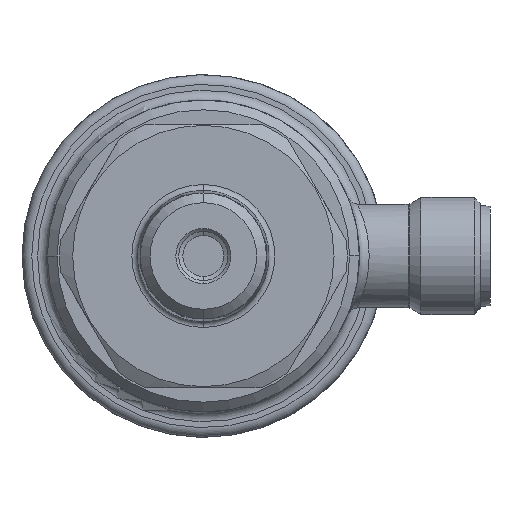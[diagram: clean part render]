
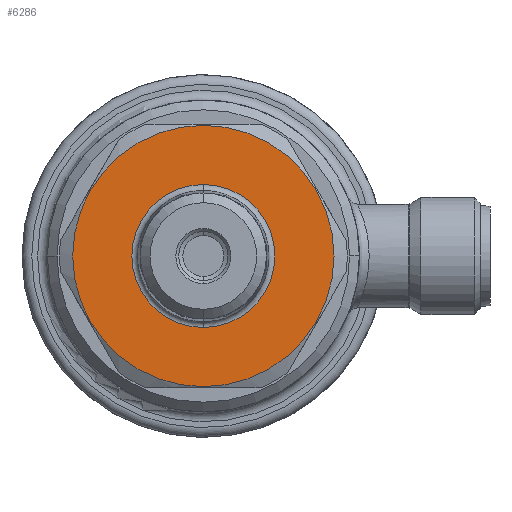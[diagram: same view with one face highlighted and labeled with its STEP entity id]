
A CAD part, front view. The second image highlights one B-rep face of the part: STEP entity #6286.
In plain terms, the highlighted planar face has unit normal (0, -1, 0).
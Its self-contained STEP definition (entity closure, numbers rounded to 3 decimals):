
#385 = DIRECTION ( 'NONE',  ( 0., 0., -1. ) ) ;
#401 = DIRECTION ( 'NONE',  ( 0., 0., -1. ) ) ;
#407 = DIRECTION ( 'NONE',  ( 0., 1., 0. ) ) ;
#411 = EDGE_CURVE ( 'NONE', #2528, #7777, #6142, .T. ) ;
#439 = CARTESIAN_POINT ( 'NONE',  ( 0., 0., 0. ) ) ;
#916 = EDGE_LOOP ( 'NONE', ( #7388, #5539 ) ) ;
#958 = CARTESIAN_POINT ( 'NONE',  ( 0., 0., 7.332 ) ) ;
#1021 = CIRCLE ( 'NONE', #5276, 13.4 ) ;
#1044 = CIRCLE ( 'NONE', #4032, 7.332 ) ;
#1350 = DIRECTION ( 'NONE',  ( 0., 1., 0. ) ) ;
#1360 = DIRECTION ( 'NONE',  ( 0., 0., -1. ) ) ;
#1370 = CARTESIAN_POINT ( 'NONE',  ( 0., 0., 0. ) ) ;
#1378 = DIRECTION ( 'NONE',  ( 0., -1., 0. ) ) ;
#1425 = DIRECTION ( 'NONE',  ( 0., 0., -1. ) ) ;
#1556 = CARTESIAN_POINT ( 'NONE',  ( 0., 0., -13.4 ) ) ;
#1875 = FACE_OUTER_BOUND ( 'NONE', #916, .T. ) ;
#1961 = CARTESIAN_POINT ( 'NONE',  ( 0., 0., 0. ) ) ;
#2231 = VERTEX_POINT ( 'NONE', #1556 ) ;
#2304 = DIRECTION ( 'NONE',  ( 0., 0., -1. ) ) ;
#2358 = PLANE ( 'NONE',  #3671 ) ;
#2528 = VERTEX_POINT ( 'NONE', #958 ) ;
#3067 = EDGE_CURVE ( 'NONE', #2231, #7399, #3193, .T. ) ;
#3166 = EDGE_LOOP ( 'NONE', ( #7589, #5632 ) ) ;
#3193 = CIRCLE ( 'NONE', #3917, 13.4 ) ;
#3290 = FACE_BOUND ( 'NONE', #3166, .T. ) ;
#3671 = AXIS2_PLACEMENT_3D ( 'NONE', #7803, #4115, #2304 ) ;
#3917 = AXIS2_PLACEMENT_3D ( 'NONE', #1370, #1378, #1425 ) ;
#4032 = AXIS2_PLACEMENT_3D ( 'NONE', #439, #407, #385 ) ;
#4115 = DIRECTION ( 'NONE',  ( 0., -1., 0. ) ) ;
#4789 = DIRECTION ( 'NONE',  ( 0., -1., 0. ) ) ;
#4814 = EDGE_CURVE ( 'NONE', #7777, #2528, #1044, .T. ) ;
#5092 = CARTESIAN_POINT ( 'NONE',  ( 0., 0., 0. ) ) ;
#5276 = AXIS2_PLACEMENT_3D ( 'NONE', #5092, #4789, #401 ) ;
#5539 = ORIENTED_EDGE ( 'NONE', *, *, #3067, .T. ) ;
#5632 = ORIENTED_EDGE ( 'NONE', *, *, #411, .T. ) ;
#6142 = CIRCLE ( 'NONE', #6522, 7.332 ) ;
#6243 = EDGE_CURVE ( 'NONE', #7399, #2231, #1021, .T. ) ;
#6286 = ADVANCED_FACE ( 'NONE', ( #3290, #1875 ), #2358, .T. ) ;
#6522 = AXIS2_PLACEMENT_3D ( 'NONE', #1961, #1350, #1360 ) ;
#7388 = ORIENTED_EDGE ( 'NONE', *, *, #6243, .T. ) ;
#7399 = VERTEX_POINT ( 'NONE', #7467 ) ;
#7431 = CARTESIAN_POINT ( 'NONE',  ( 0., 0., -7.332 ) ) ;
#7467 = CARTESIAN_POINT ( 'NONE',  ( 0., 0., 13.4 ) ) ;
#7589 = ORIENTED_EDGE ( 'NONE', *, *, #4814, .T. ) ;
#7777 = VERTEX_POINT ( 'NONE', #7431 ) ;
#7803 = CARTESIAN_POINT ( 'NONE',  ( 13.4, 0., 0. ) ) ;
